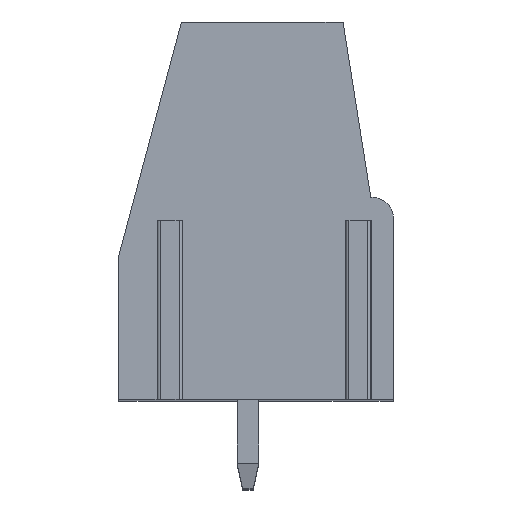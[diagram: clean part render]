
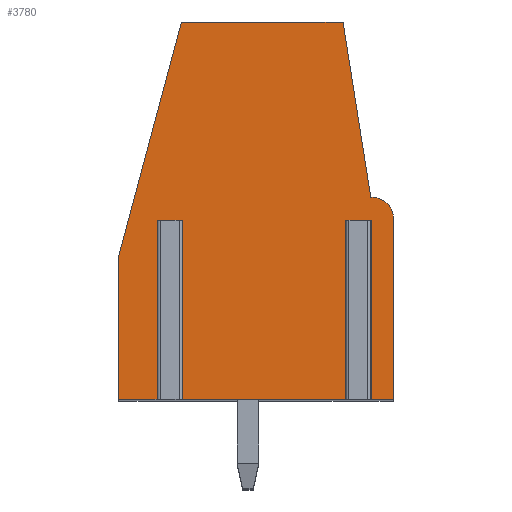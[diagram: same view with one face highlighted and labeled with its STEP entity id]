
A CAD part, top view. The second image highlights one B-rep face of the part: STEP entity #3780.
In plain terms, the highlighted planar face has unit normal (0, 0, 1).
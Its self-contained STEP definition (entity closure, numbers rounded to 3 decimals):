
#666=DIRECTION('',(1.,0.,0.));
#667=VECTOR('',#666,0.57);
#668=CARTESIAN_POINT('',(-3.485,-0.35,2.5));
#669=LINE('',#668,#667);
#670=DIRECTION('',(0.,1.,0.));
#671=VECTOR('',#670,6.65);
#672=CARTESIAN_POINT('',(-3.485,-7.,2.5));
#673=LINE('',#672,#671);
#674=DIRECTION('',(1.,0.,0.));
#675=VECTOR('',#674,1.615);
#676=CARTESIAN_POINT('',(-5.1,-7.,2.5));
#677=LINE('',#676,#675);
#678=DIRECTION('',(0.,-1.,0.));
#679=VECTOR('',#678,5.3);
#680=CARTESIAN_POINT('',(-5.1,-1.7,2.5));
#681=LINE('',#680,#679);
#682=DIRECTION('',(-0.259,-0.966,0.));
#683=VECTOR('',#682,9.007);
#684=CARTESIAN_POINT('',(-2.769,7.,2.5));
#685=LINE('',#684,#683);
#686=DIRECTION('',(-1.,0.,0.));
#687=VECTOR('',#686,6.);
#688=CARTESIAN_POINT('',(3.231,7.,2.5));
#689=LINE('',#688,#687);
#690=DIRECTION('',(-0.156,0.988,0.));
#691=VECTOR('',#690,6.581);
#692=CARTESIAN_POINT('',(4.261,0.5,2.5));
#693=LINE('',#692,#691);
#694=DIRECTION('',(-1.,0.,0.));
#695=VECTOR('',#694,0.039);
#696=CARTESIAN_POINT('',(4.3,0.5,2.5));
#697=LINE('',#696,#695);
#698=CARTESIAN_POINT('',(4.3,-0.3,2.5));
#699=DIRECTION('',(0.,0.,1.));
#700=DIRECTION('',(1.,0.,0.));
#701=AXIS2_PLACEMENT_3D('',#698,#699,#700);
#703=DIRECTION('',(0.,1.,0.));
#704=VECTOR('',#703,6.7);
#705=CARTESIAN_POINT('',(5.1,-7.,2.5));
#706=LINE('',#705,#704);
#707=DIRECTION('',(1.,0.,0.));
#708=VECTOR('',#707,1.015);
#709=CARTESIAN_POINT('',(4.085,-7.,2.5));
#710=LINE('',#709,#708);
#711=DIRECTION('',(0.,1.,0.));
#712=VECTOR('',#711,6.65);
#713=CARTESIAN_POINT('',(4.085,-7.,2.5));
#714=LINE('',#713,#712);
#715=DIRECTION('',(1.,0.,0.));
#716=VECTOR('',#715,0.57);
#717=CARTESIAN_POINT('',(3.515,-0.35,2.5));
#718=LINE('',#717,#716);
#719=DIRECTION('',(0.,1.,0.));
#720=VECTOR('',#719,6.65);
#721=CARTESIAN_POINT('',(3.515,-7.,2.5));
#722=LINE('',#721,#720);
#723=DIRECTION('',(1.,0.,0.));
#724=VECTOR('',#723,6.43);
#725=CARTESIAN_POINT('',(-2.915,-7.,2.5));
#726=LINE('',#725,#724);
#727=DIRECTION('',(0.,1.,0.));
#728=VECTOR('',#727,6.65);
#729=CARTESIAN_POINT('',(-2.915,-7.,2.5));
#730=LINE('',#729,#728);
#2407=CARTESIAN_POINT('',(-2.769,7.,2.5));
#2408=CARTESIAN_POINT('',(-5.1,-1.7,2.5));
#2409=VERTEX_POINT('',#2407);
#2410=VERTEX_POINT('',#2408);
#2411=CARTESIAN_POINT('',(-5.1,-7.,2.5));
#2412=VERTEX_POINT('',#2411);
#2413=CARTESIAN_POINT('',(5.1,-7.,2.5));
#2414=CARTESIAN_POINT('',(5.1,-0.3,2.5));
#2415=VERTEX_POINT('',#2413);
#2416=VERTEX_POINT('',#2414);
#2417=CARTESIAN_POINT('',(4.3,0.5,2.5));
#2418=VERTEX_POINT('',#2417);
#2419=CARTESIAN_POINT('',(4.261,0.5,2.5));
#2420=VERTEX_POINT('',#2419);
#2421=CARTESIAN_POINT('',(3.231,7.,2.5));
#2422=VERTEX_POINT('',#2421);
#2503=CARTESIAN_POINT('',(-3.485,-0.35,2.5));
#2504=CARTESIAN_POINT('',(-2.915,-0.35,2.5));
#2505=VERTEX_POINT('',#2503);
#2506=VERTEX_POINT('',#2504);
#2507=CARTESIAN_POINT('',(3.515,-0.35,2.5));
#2508=CARTESIAN_POINT('',(4.085,-0.35,2.5));
#2509=VERTEX_POINT('',#2507);
#2510=VERTEX_POINT('',#2508);
#2511=CARTESIAN_POINT('',(-2.915,-7.,2.5));
#2512=VERTEX_POINT('',#2511);
#2513=CARTESIAN_POINT('',(-3.485,-7.,2.5));
#2514=VERTEX_POINT('',#2513);
#2515=CARTESIAN_POINT('',(4.085,-7.,2.5));
#2516=VERTEX_POINT('',#2515);
#2517=CARTESIAN_POINT('',(3.515,-7.,2.5));
#2518=VERTEX_POINT('',#2517);
#3751=CARTESIAN_POINT('',(0.,0.,2.5));
#3752=DIRECTION('',(0.,0.,1.));
#3753=DIRECTION('',(1.,0.,0.));
#3754=AXIS2_PLACEMENT_3D('',#3751,#3752,#3753);
#3755=PLANE('',#3754);
#3757=ORIENTED_EDGE('',*,*,#3756,.F.);
#3759=ORIENTED_EDGE('',*,*,#3758,.F.);
#3760=ORIENTED_EDGE('',*,*,#3273,.F.);
#3761=ORIENTED_EDGE('',*,*,#3534,.F.);
#3762=ORIENTED_EDGE('',*,*,#3548,.F.);
#3763=ORIENTED_EDGE('',*,*,#3562,.F.);
#3764=ORIENTED_EDGE('',*,*,#3624,.F.);
#3765=ORIENTED_EDGE('',*,*,#3638,.F.);
#3766=ORIENTED_EDGE('',*,*,#3652,.F.);
#3767=ORIENTED_EDGE('',*,*,#3665,.F.);
#3768=ORIENTED_EDGE('',*,*,#3297,.F.);
#3770=ORIENTED_EDGE('',*,*,#3769,.T.);
#3772=ORIENTED_EDGE('',*,*,#3771,.F.);
#3774=ORIENTED_EDGE('',*,*,#3773,.F.);
#3775=ORIENTED_EDGE('',*,*,#3285,.F.);
#3777=ORIENTED_EDGE('',*,*,#3776,.T.);
#3778=EDGE_LOOP('',(#3757,#3759,#3760,#3761,#3762,#3763,#3764,#3765,#3766,#3767,
#3768,#3770,#3772,#3774,#3775,#3777));
#3779=FACE_OUTER_BOUND('',#3778,.F.);
#702=CIRCLE('',#701,0.8);
#3273=EDGE_CURVE('',#2412,#2514,#677,.T.);
#3285=EDGE_CURVE('',#2512,#2518,#726,.T.);
#3297=EDGE_CURVE('',#2516,#2415,#710,.T.);
#3534=EDGE_CURVE('',#2410,#2412,#681,.T.);
#3548=EDGE_CURVE('',#2409,#2410,#685,.T.);
#3562=EDGE_CURVE('',#2422,#2409,#689,.T.);
#3624=EDGE_CURVE('',#2420,#2422,#693,.T.);
#3638=EDGE_CURVE('',#2418,#2420,#697,.T.);
#3652=EDGE_CURVE('',#2416,#2418,#702,.T.);
#3665=EDGE_CURVE('',#2415,#2416,#706,.T.);
#3756=EDGE_CURVE('',#2505,#2506,#669,.T.);
#3758=EDGE_CURVE('',#2514,#2505,#673,.T.);
#3769=EDGE_CURVE('',#2516,#2510,#714,.T.);
#3771=EDGE_CURVE('',#2509,#2510,#718,.T.);
#3773=EDGE_CURVE('',#2518,#2509,#722,.T.);
#3776=EDGE_CURVE('',#2512,#2506,#730,.T.);
#3780=ADVANCED_FACE('',(#3779),#3755,.T.);
